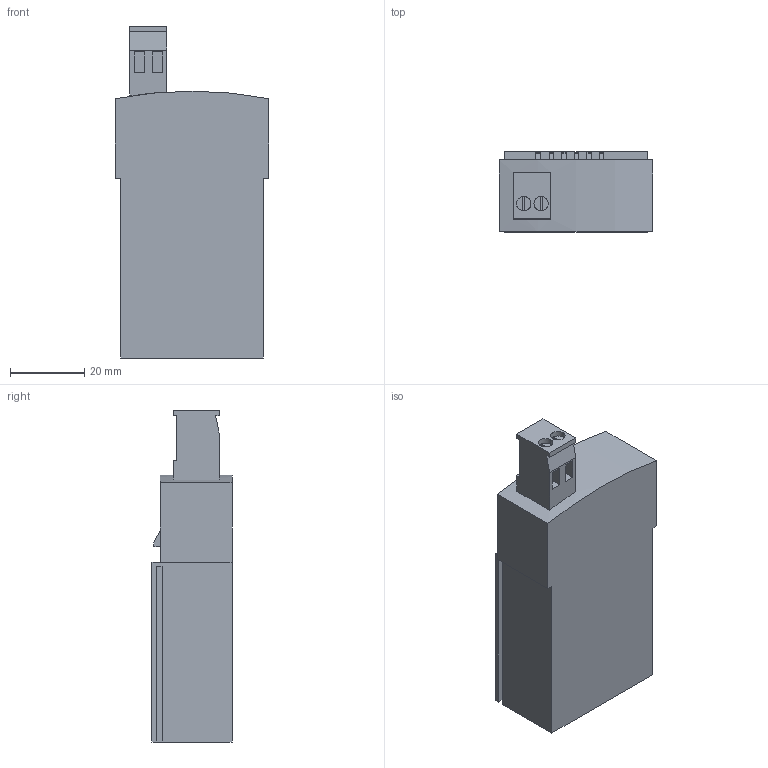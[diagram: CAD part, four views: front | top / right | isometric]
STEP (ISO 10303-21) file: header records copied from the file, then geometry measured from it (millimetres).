
FILE_DESCRIPTION((''),'2;1');
FILE_NAME('LUFW10','2017-12-11T',('SESA407133'),('Schneider-Electric'),'PRO/ENGINEER BY PARAMETRIC TECHNOLOGY CORPORATION, 2015440','PRO/ENGINEER BY PARAMETRIC TECHNOLOGY CORPORATION, 2015440','');
FILE_SCHEMA(('CONFIG_CONTROL_DESIGN'));
Length unit declared in the file: millimetre
Products named in the file (1): LUFW10
Bounding box: 41.5 x 21.6 x 89.6 mm (x, y, z)
Volume: 57808 mm3; surface area: 13206.7 mm2
Topology: 1 solids, 1 shells, 107 faces, 261 edges, 168 vertices
Faces by surface type: plane 96, cylinder 11
Entity records: 3121 total; most frequent: CARTESIAN_POINT 536, ORIENTED_EDGE 522, DIRECTION 507, EDGE_CURVE 261, VECTOR 229, LINE 229, VERTEX_POINT 168, AXIS2_PLACEMENT_3D 139
